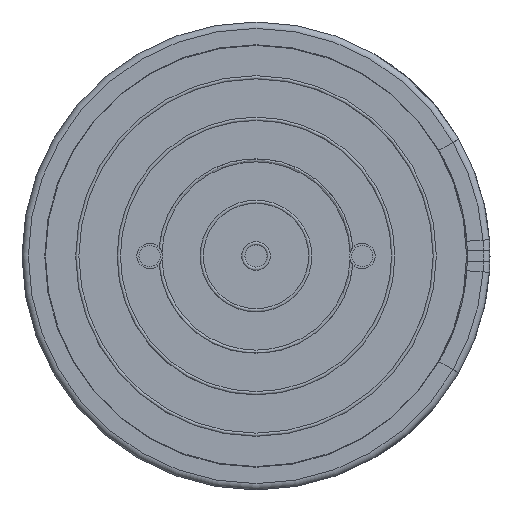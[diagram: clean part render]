
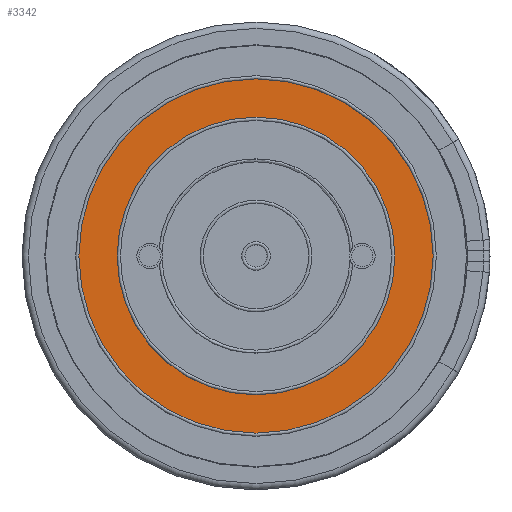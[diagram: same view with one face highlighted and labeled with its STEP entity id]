
A CAD part, front view. The second image highlights one B-rep face of the part: STEP entity #3342.
In plain terms, the highlighted planar face has unit normal (0, -1, 0).
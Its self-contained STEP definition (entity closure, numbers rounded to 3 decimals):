
#45=FACE_BOUND('',#515,.T.);
#237=PLANE('',#3722);
#361=FACE_OUTER_BOUND('',#514,.T.);
#514=EDGE_LOOP('',(#2985,#2986));
#515=EDGE_LOOP('',(#2987,#2988));
#1031=CIRCLE('',#3681,8.325);
#1032=CIRCLE('',#3682,8.325);
#1062=CIRCLE('',#3720,6.525);
#1063=CIRCLE('',#3721,6.525);
#1459=VERTEX_POINT('',#6635);
#1460=VERTEX_POINT('',#6636);
#1487=VERTEX_POINT('',#6707);
#1488=VERTEX_POINT('',#6708);
#1964=EDGE_CURVE('',#1459,#1460,#1031,.T.);
#1965=EDGE_CURVE('',#1460,#1459,#1032,.T.);
#2000=EDGE_CURVE('',#1487,#1488,#1062,.T.);
#2001=EDGE_CURVE('',#1488,#1487,#1063,.T.);
#2985=ORIENTED_EDGE('',*,*,#1964,.T.);
#2986=ORIENTED_EDGE('',*,*,#1965,.T.);
#2987=ORIENTED_EDGE('',*,*,#2000,.T.);
#2988=ORIENTED_EDGE('',*,*,#2001,.T.);
#3342=ADVANCED_FACE('',(#361,#45),#237,.T.);
#3681=AXIS2_PLACEMENT_3D('',#6637,#4485,#4486);
#3682=AXIS2_PLACEMENT_3D('',#6638,#4487,#4488);
#3720=AXIS2_PLACEMENT_3D('',#6709,#4568,#4569);
#3721=AXIS2_PLACEMENT_3D('',#6710,#4570,#4571);
#3722=AXIS2_PLACEMENT_3D('',#6712,#4573,#4574);
#4485=DIRECTION('center_axis',(0.,-1.,0.));
#4486=DIRECTION('ref_axis',(-1.,0.,0.));
#4487=DIRECTION('center_axis',(0.,-1.,0.));
#4488=DIRECTION('ref_axis',(-1.,0.,0.));
#4568=DIRECTION('center_axis',(0.,1.,0.));
#4569=DIRECTION('ref_axis',(-1.,0.,0.));
#4570=DIRECTION('center_axis',(0.,1.,0.));
#4571=DIRECTION('ref_axis',(-1.,0.,0.));
#4573=DIRECTION('center_axis',(0.,-1.,0.));
#4574=DIRECTION('ref_axis',(0.,0.,-1.));
#6635=CARTESIAN_POINT('',(-8.325,0.1,0.));
#6636=CARTESIAN_POINT('',(8.325,0.1,0.));
#6637=CARTESIAN_POINT('Origin',(0.,0.1,0.));
#6638=CARTESIAN_POINT('Origin',(0.,0.1,0.));
#6707=CARTESIAN_POINT('',(-6.525,0.1,0.));
#6708=CARTESIAN_POINT('',(6.525,0.1,0.));
#6709=CARTESIAN_POINT('Origin',(0.,0.1,0.));
#6710=CARTESIAN_POINT('Origin',(0.,0.1,0.));
#6712=CARTESIAN_POINT('Origin',(0.,0.1,0.));
